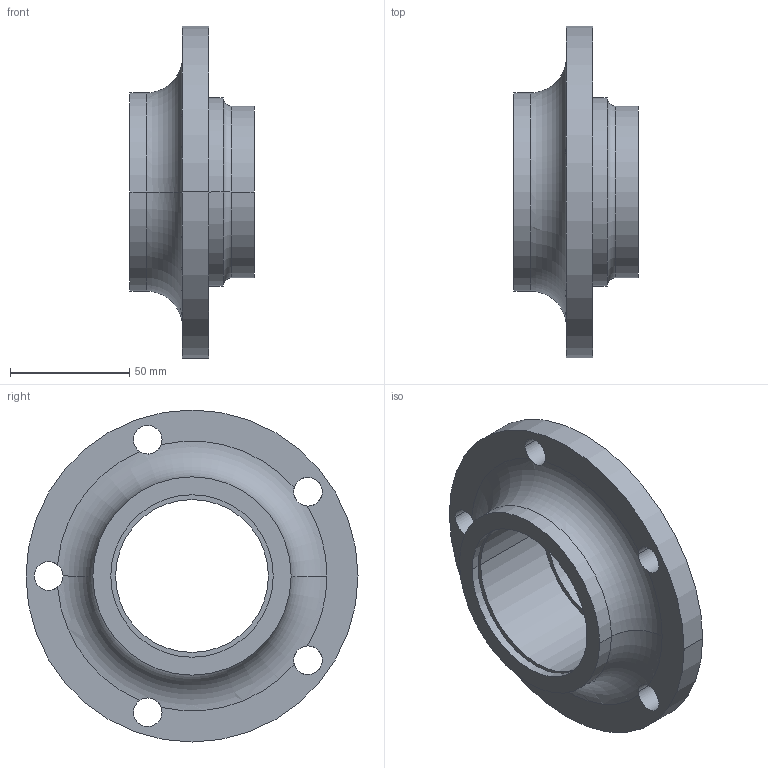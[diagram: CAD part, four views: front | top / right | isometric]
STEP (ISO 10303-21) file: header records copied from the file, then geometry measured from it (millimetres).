
FILE_DESCRIPTION(('CATIA V5 STEP Exchange'),'2;1');
FILE_NAME('moyeuE34surE30.stp','2017-06-19T18:58:22+00:00',('none'),('none'),'CATIA Version 5 Release 20 GA (IN-10)','CATIA V5 STEP AP203','none');
FILE_SCHEMA(('CONFIG_CONTROL_DESIGN'));
Length unit declared in the file: millimetre
Products named in the file (1): Part2
Bounding box: 52 x 139 x 139 mm (x, y, z)
Volume: 190924.3 mm3; surface area: 49801.7 mm2
Topology: 1 solids, 1 shells, 37 faces, 98 edges, 63 vertices
Faces by surface type: cylinder 26, plane 7, torus 4
Entity records: 1145 total; most frequent: CARTESIAN_POINT 238, ORIENTED_EDGE 196, DIRECTION 134, EDGE_CURVE 98, AXIS2_PLACEMENT_3D 87, CIRCLE 64, VERTEX_POINT 63, EDGE_LOOP 49
